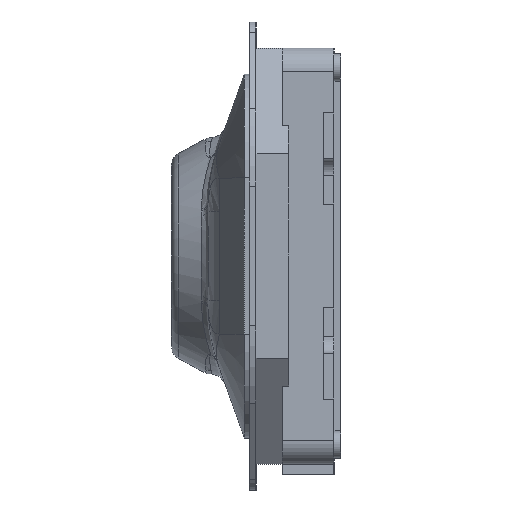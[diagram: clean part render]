
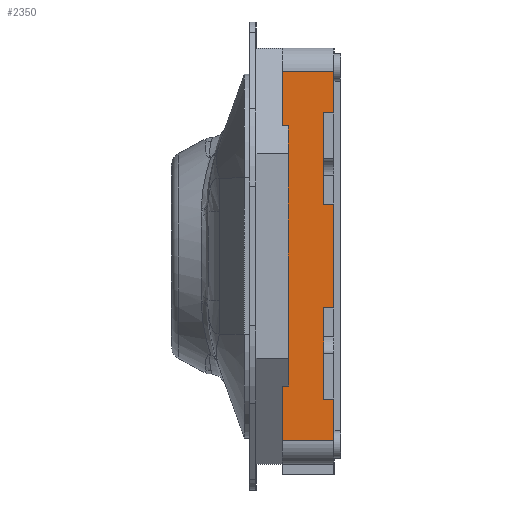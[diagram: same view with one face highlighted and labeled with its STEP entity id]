
A CAD part, left-side view. The second image highlights one B-rep face of the part: STEP entity #2350.
In plain terms, the highlighted planar face has unit normal (-1, 0, 0).
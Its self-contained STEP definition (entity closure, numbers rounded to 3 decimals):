
#55 = VECTOR ( 'NONE', #4781, 1000. ) ;
#103 = ORIENTED_EDGE ( 'NONE', *, *, #9502, .F. ) ;
#125 = CARTESIAN_POINT ( 'NONE',  ( -1.3, 0.325, -0.708 ) ) ;
#177 = VECTOR ( 'NONE', #9253, 1000. ) ;
#184 = EDGE_CURVE ( 'NONE', #9361, #2200, #2529, .T. ) ;
#445 = LINE ( 'NONE', #3983, #177 ) ;
#491 = CARTESIAN_POINT ( 'NONE',  ( -1.3, 0.325, 0.708 ) ) ;
#641 = VERTEX_POINT ( 'NONE', #3023 ) ;
#695 = EDGE_CURVE ( 'NONE', #8298, #8753, #10442, .T. ) ;
#816 = CARTESIAN_POINT ( 'NONE',  ( -1.3, 0.025, 0.2 ) ) ;
#830 = EDGE_CURVE ( 'NONE', #9319, #7390, #7726, .T. ) ;
#914 = EDGE_CURVE ( 'NONE', #7390, #9361, #9218, .T. ) ;
#1016 = CARTESIAN_POINT ( 'NONE',  ( -1.3, 0.065, -0.2 ) ) ;
#1026 = DIRECTION ( 'NONE',  ( 0., 1., 0. ) ) ;
#1093 = DIRECTION ( 'NONE',  ( 0., 0., -1. ) ) ;
#1195 = DIRECTION ( 'NONE',  ( 0., 1., 0. ) ) ;
#1256 = CARTESIAN_POINT ( 'NONE',  ( -1.3, 0.025, -0.2 ) ) ;
#1300 = AXIS2_PLACEMENT_3D ( 'NONE', #9027, #3801, #6436 ) ;
#1316 = EDGE_CURVE ( 'NONE', #7105, #3262, #2936, .T. ) ;
#1390 = EDGE_CURVE ( 'NONE', #641, #7990, #10715, .T. ) ;
#1735 = ORIENTED_EDGE ( 'NONE', *, *, #3646, .F. ) ;
#2200 = VERTEX_POINT ( 'NONE', #4408 ) ;
#2267 = ORIENTED_EDGE ( 'NONE', *, *, #9802, .T. ) ;
#2350 = ADVANCED_FACE ( 'NONE', ( #5681 ), #5517, .F. ) ;
#2427 = CARTESIAN_POINT ( 'NONE',  ( -1.3, 0.2, -0.5 ) ) ;
#2489 = VERTEX_POINT ( 'NONE', #7527 ) ;
#2529 = LINE ( 'NONE', #7641, #5704 ) ;
#2560 = EDGE_CURVE ( 'NONE', #6232, #2489, #10992, .T. ) ;
#2622 = CARTESIAN_POINT ( 'NONE',  ( -1.3, 0.2, -0.5 ) ) ;
#2624 = CARTESIAN_POINT ( 'NONE',  ( -1.3, 0.225, 0.5 ) ) ;
#2936 = LINE ( 'NONE', #491, #10166 ) ;
#3011 = DIRECTION ( 'NONE',  ( 0., 0., 1. ) ) ;
#3023 = CARTESIAN_POINT ( 'NONE',  ( -1.3, 0.025, -0.55 ) ) ;
#3207 = ORIENTED_EDGE ( 'NONE', *, *, #7551, .F. ) ;
#3239 = ORIENTED_EDGE ( 'NONE', *, *, #695, .F. ) ;
#3262 = VERTEX_POINT ( 'NONE', #11216 ) ;
#3310 = LINE ( 'NONE', #2427, #4534 ) ;
#3354 = VECTOR ( 'NONE', #3011, 1000. ) ;
#3503 = VECTOR ( 'NONE', #6368, 1000. ) ;
#3598 = EDGE_CURVE ( 'NONE', #7947, #8298, #4159, .T. ) ;
#3646 = EDGE_CURVE ( 'NONE', #2489, #4624, #7036, .T. ) ;
#3773 = VECTOR ( 'NONE', #7277, 1000. ) ;
#3801 = DIRECTION ( 'NONE',  ( 1., 0., 0. ) ) ;
#3865 = ORIENTED_EDGE ( 'NONE', *, *, #1316, .F. ) ;
#3939 = CARTESIAN_POINT ( 'NONE',  ( -1.3, 0.025, -0.708 ) ) ;
#3983 = CARTESIAN_POINT ( 'NONE',  ( -1.3, 0.225, -0.708 ) ) ;
#4044 = DIRECTION ( 'NONE',  ( 0., 0., -1. ) ) ;
#4080 = DIRECTION ( 'NONE',  ( 0., 1., 0. ) ) ;
#4093 = DIRECTION ( 'NONE',  ( 0., 1., 0. ) ) ;
#4105 = CARTESIAN_POINT ( 'NONE',  ( -1.3, 0.325, -0.55 ) ) ;
#4159 = LINE ( 'NONE', #6278, #5947 ) ;
#4177 = ORIENTED_EDGE ( 'NONE', *, *, #184, .F. ) ;
#4224 = ORIENTED_EDGE ( 'NONE', *, *, #10283, .T. ) ;
#4396 = LINE ( 'NONE', #4105, #8089 ) ;
#4408 = CARTESIAN_POINT ( 'NONE',  ( -1.3, 0.065, -0.55 ) ) ;
#4423 = CARTESIAN_POINT ( 'NONE',  ( -1.3, 0.065, 0.55 ) ) ;
#4534 = VECTOR ( 'NONE', #4080, 1000. ) ;
#4624 = VERTEX_POINT ( 'NONE', #2624 ) ;
#4677 = ORIENTED_EDGE ( 'NONE', *, *, #2560, .F. ) ;
#4695 = LINE ( 'NONE', #125, #10688 ) ;
#4734 = VERTEX_POINT ( 'NONE', #7645 ) ;
#4781 = DIRECTION ( 'NONE',  ( 0., 1., 0. ) ) ;
#5056 = CARTESIAN_POINT ( 'NONE',  ( -1.3, 0.325, 0.2 ) ) ;
#5066 = DIRECTION ( 'NONE',  ( 0., 0., -1. ) ) ;
#5199 = EDGE_LOOP ( 'NONE', ( #7620, #6558, #10455, #3239, #9395, #103, #3865, #5873, #1735, #4677, #2267, #3207, #8940, #7114, #4224, #4177 ) ) ;
#5517 = PLANE ( 'NONE',  #1300 ) ;
#5672 = LINE ( 'NONE', #9835, #3354 ) ;
#5681 = FACE_OUTER_BOUND ( 'NONE', #5199, .T. ) ;
#5704 = VECTOR ( 'NONE', #4044, 1000. ) ;
#5812 = VECTOR ( 'NONE', #5066, 1000. ) ;
#5828 = VECTOR ( 'NONE', #5973, 1000. ) ;
#5873 = ORIENTED_EDGE ( 'NONE', *, *, #6985, .F. ) ;
#5947 = VECTOR ( 'NONE', #1026, 1000. ) ;
#5973 = DIRECTION ( 'NONE',  ( 0., 0., 1. ) ) ;
#6005 = EDGE_CURVE ( 'NONE', #9319, #8753, #7331, .T. ) ;
#6232 = VERTEX_POINT ( 'NONE', #2622 ) ;
#6278 = CARTESIAN_POINT ( 'NONE',  ( -1.3, 0.325, 0.55 ) ) ;
#6368 = DIRECTION ( 'NONE',  ( 0., 0., -1. ) ) ;
#6436 = DIRECTION ( 'NONE',  ( 0., 0., -1. ) ) ;
#6558 = ORIENTED_EDGE ( 'NONE', *, *, #830, .F. ) ;
#6744 = DIRECTION ( 'NONE',  ( 0., -1., 0. ) ) ;
#6985 = EDGE_CURVE ( 'NONE', #4624, #7105, #5672, .T. ) ;
#7030 = CARTESIAN_POINT ( 'NONE',  ( -1.3, 0.225, -0.5 ) ) ;
#7036 = LINE ( 'NONE', #7413, #55 ) ;
#7105 = VERTEX_POINT ( 'NONE', #11194 ) ;
#7114 = ORIENTED_EDGE ( 'NONE', *, *, #1390, .F. ) ;
#7179 = VECTOR ( 'NONE', #1195, 1000. ) ;
#7277 = DIRECTION ( 'NONE',  ( 0., 0., -1. ) ) ;
#7285 = CARTESIAN_POINT ( 'NONE',  ( -1.3, 0.325, -0.2 ) ) ;
#7331 = LINE ( 'NONE', #5056, #10993 ) ;
#7390 = VERTEX_POINT ( 'NONE', #1256 ) ;
#7413 = CARTESIAN_POINT ( 'NONE',  ( -1.3, 0.2, 0.5 ) ) ;
#7527 = CARTESIAN_POINT ( 'NONE',  ( -1.3, 0.2, 0.5 ) ) ;
#7551 = EDGE_CURVE ( 'NONE', #4734, #9388, #445, .T. ) ;
#7620 = ORIENTED_EDGE ( 'NONE', *, *, #914, .F. ) ;
#7641 = CARTESIAN_POINT ( 'NONE',  ( -1.3, 0.065, 0.708 ) ) ;
#7645 = CARTESIAN_POINT ( 'NONE',  ( -1.3, 0.225, -0.708 ) ) ;
#7726 = LINE ( 'NONE', #9105, #3503 ) ;
#7903 = CARTESIAN_POINT ( 'NONE',  ( -1.3, 0.065, 0.2 ) ) ;
#7947 = VERTEX_POINT ( 'NONE', #10864 ) ;
#7990 = VERTEX_POINT ( 'NONE', #3939 ) ;
#8089 = VECTOR ( 'NONE', #10053, 1000. ) ;
#8194 = CARTESIAN_POINT ( 'NONE',  ( -1.3, 0.025, 0. ) ) ;
#8298 = VERTEX_POINT ( 'NONE', #4423 ) ;
#8538 = DIRECTION ( 'NONE',  ( 0., -1., 0. ) ) ;
#8637 = VECTOR ( 'NONE', #1093, 1000. ) ;
#8753 = VERTEX_POINT ( 'NONE', #7903 ) ;
#8895 = EDGE_CURVE ( 'NONE', #4734, #7990, #4695, .T. ) ;
#8908 = LINE ( 'NONE', #8194, #8637 ) ;
#8940 = ORIENTED_EDGE ( 'NONE', *, *, #8895, .T. ) ;
#9027 = CARTESIAN_POINT ( 'NONE',  ( -1.3, 0.325, 0.708 ) ) ;
#9028 = CARTESIAN_POINT ( 'NONE',  ( -1.3, 0.065, 0.708 ) ) ;
#9105 = CARTESIAN_POINT ( 'NONE',  ( -1.3, 0.025, 0. ) ) ;
#9218 = LINE ( 'NONE', #7285, #7179 ) ;
#9253 = DIRECTION ( 'NONE',  ( 0., 0., 1. ) ) ;
#9319 = VERTEX_POINT ( 'NONE', #816 ) ;
#9361 = VERTEX_POINT ( 'NONE', #1016 ) ;
#9388 = VERTEX_POINT ( 'NONE', #7030 ) ;
#9395 = ORIENTED_EDGE ( 'NONE', *, *, #3598, .F. ) ;
#9502 = EDGE_CURVE ( 'NONE', #3262, #7947, #8908, .T. ) ;
#9802 = EDGE_CURVE ( 'NONE', #6232, #9388, #3310, .T. ) ;
#9835 = CARTESIAN_POINT ( 'NONE',  ( -1.3, 0.225, -0.708 ) ) ;
#10053 = DIRECTION ( 'NONE',  ( 0., 1., 0. ) ) ;
#10166 = VECTOR ( 'NONE', #6744, 1000. ) ;
#10207 = CARTESIAN_POINT ( 'NONE',  ( -1.3, 0.025, 0. ) ) ;
#10283 = EDGE_CURVE ( 'NONE', #641, #2200, #4396, .T. ) ;
#10345 = CARTESIAN_POINT ( 'NONE',  ( -1.3, 0.2, -0.5 ) ) ;
#10442 = LINE ( 'NONE', #9028, #3773 ) ;
#10455 = ORIENTED_EDGE ( 'NONE', *, *, #6005, .T. ) ;
#10688 = VECTOR ( 'NONE', #8538, 1000. ) ;
#10715 = LINE ( 'NONE', #10207, #5812 ) ;
#10864 = CARTESIAN_POINT ( 'NONE',  ( -1.3, 0.025, 0.55 ) ) ;
#10992 = LINE ( 'NONE', #10345, #5828 ) ;
#10993 = VECTOR ( 'NONE', #4093, 1000. ) ;
#11194 = CARTESIAN_POINT ( 'NONE',  ( -1.3, 0.225, 0.708 ) ) ;
#11216 = CARTESIAN_POINT ( 'NONE',  ( -1.3, 0.025, 0.708 ) ) ;
